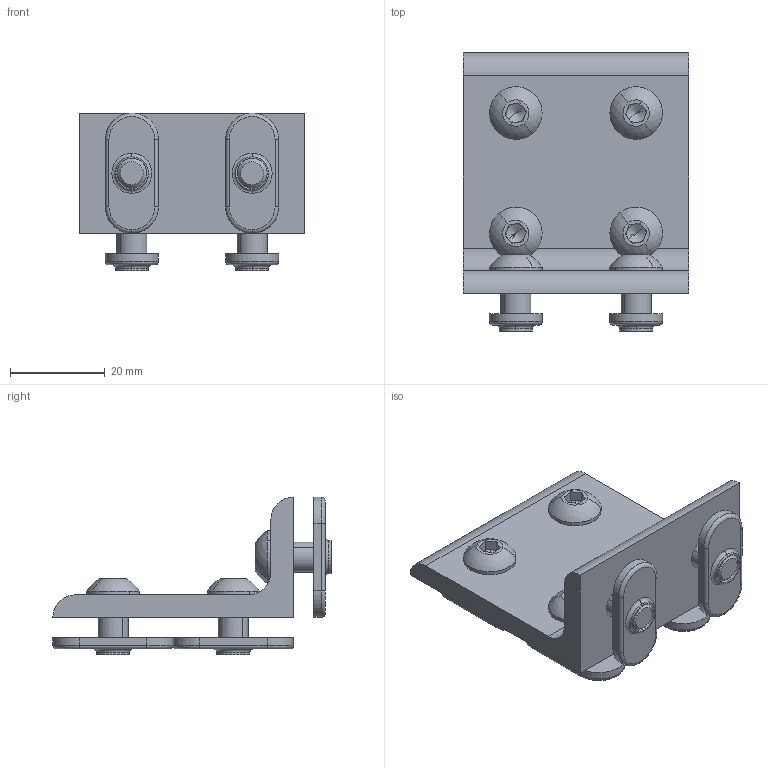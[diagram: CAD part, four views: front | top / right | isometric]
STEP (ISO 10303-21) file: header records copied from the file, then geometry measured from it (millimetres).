
FILE_DESCRIPTION (( 'STEP AP203' ), '1' );
FILE_NAME ('653106.SLDASM.step', '2003-10-13T11:24:13', ( 'Jerry Winters' ), ( 'GoEngineer' ), 'SwSTEP 2.0', 'SolidWorks 2003174', '' );
FILE_SCHEMA (( 'CONFIG_CONTROL_DESIGN' ));
Length unit declared in the file: inch
Products named in the file (6): 653106.SLDASM; Inside Corner Brackets (STD)_653106; 651171; 651163; 651021; Socket Button Head Cap Screw_AI_SBHCSCREW 0.25-20x0.5-HX-C
Assembly tree (10 placements, depth 4):
  653106.SLDASM
    651171  x6
      651163
      651021
        Socket Button Head Cap Screw_AI_SBHCSCREW 0.25-20x0.5-HX-C
    Inside Corner Brackets (STD)_653106
Bounding box: 47.62 x 58.74 x 33.34 mm (x, y, z)
Volume: 21875 mm3; surface area: 15039.8 mm2
Topology: 13 solids, 13 shells, 285 faces, 651 edges, 394 vertices
Faces by surface type: plane 126, cylinder 93, torus 30, cone 24, sphere 12
Entity records: 2830 total; most frequent: DIRECTION 394, CARTESIAN_POINT 386, ORIENTED_EDGE 328, EDGE_CURVE 164, AXIS2_PLACEMENT_3D 158, VERTEX_POINT 104, EDGE_LOOP 78, LINE 78
